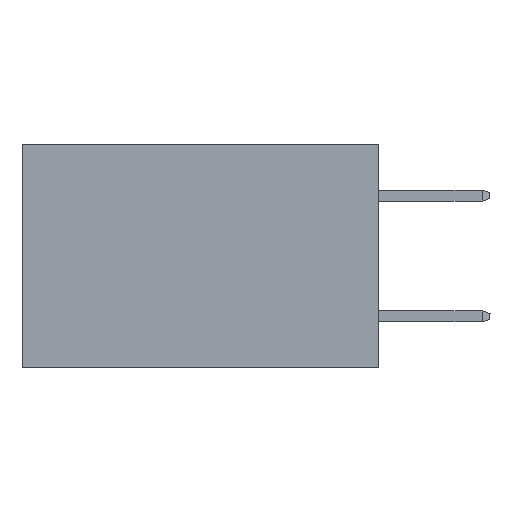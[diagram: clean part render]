
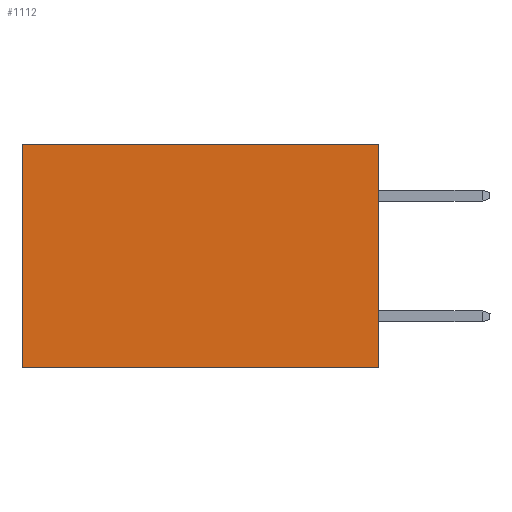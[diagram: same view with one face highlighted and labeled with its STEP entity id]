
A CAD part, left-side view. The second image highlights one B-rep face of the part: STEP entity #1112.
In plain terms, the highlighted planar face has unit normal (-1, 0, 0).
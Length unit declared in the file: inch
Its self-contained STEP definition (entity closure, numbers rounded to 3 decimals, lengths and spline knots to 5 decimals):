
#1112 = ADVANCED_FACE ( 'NONE', ( #8663 ), #10179, .F. ) ;
#1228 = EDGE_LOOP ( 'NONE', ( #16875, #9522, #14249, #8884 ) ) ;
#1338 = EDGE_CURVE ( 'NONE', #3828, #4926, #6124, .T. ) ;
#2780 = DIRECTION ( 'NONE',  ( 0., 0., -1. ) ) ;
#2850 = LINE ( 'NONE', #4297, #12811 ) ;
#3028 = CARTESIAN_POINT ( 'NONE',  ( 0.277, 0., -0.37 ) ) ;
#3828 = VERTEX_POINT ( 'NONE', #14672 ) ;
#4238 = LINE ( 'NONE', #3028, #7475 ) ;
#4297 = CARTESIAN_POINT ( 'NONE',  ( 0.277, 0.59, -0.37 ) ) ;
#4450 = VERTEX_POINT ( 'NONE', #5748 ) ;
#4791 = CARTESIAN_POINT ( 'NONE',  ( 0.277, 0., 0. ) ) ;
#4926 = VERTEX_POINT ( 'NONE', #15887 ) ;
#5703 = DIRECTION ( 'NONE',  ( 0., 0., -1. ) ) ;
#5748 = CARTESIAN_POINT ( 'NONE',  ( 0.277, 0.59, -0.37 ) ) ;
#5844 = EDGE_CURVE ( 'NONE', #8560, #4450, #6460, .T. ) ;
#6124 = LINE ( 'NONE', #4791, #12792 ) ;
#6460 = LINE ( 'NONE', #16235, #13085 ) ;
#7475 = VECTOR ( 'NONE', #2780, 39.37008 ) ;
#7580 = EDGE_CURVE ( 'NONE', #3828, #8560, #4238, .T. ) ;
#8263 = DIRECTION ( 'NONE',  ( 0., 0., -1. ) ) ;
#8560 = VERTEX_POINT ( 'NONE', #13480 ) ;
#8663 = FACE_OUTER_BOUND ( 'NONE', #1228, .T. ) ;
#8884 = ORIENTED_EDGE ( 'NONE', *, *, #1338, .T. ) ;
#8901 = AXIS2_PLACEMENT_3D ( 'NONE', #12060, #9602, #8263 ) ;
#9522 = ORIENTED_EDGE ( 'NONE', *, *, #5844, .F. ) ;
#9602 = DIRECTION ( 'NONE',  ( 1., 0., 0. ) ) ;
#10179 = PLANE ( 'NONE',  #8901 ) ;
#11771 = EDGE_CURVE ( 'NONE', #4926, #4450, #2850, .T. ) ;
#12060 = CARTESIAN_POINT ( 'NONE',  ( 0.277, 0., -0.37 ) ) ;
#12792 = VECTOR ( 'NONE', #14374, 39.37008 ) ;
#12811 = VECTOR ( 'NONE', #5703, 39.37008 ) ;
#13085 = VECTOR ( 'NONE', #16224, 39.37008 ) ;
#13480 = CARTESIAN_POINT ( 'NONE',  ( 0.277, 0., -0.37 ) ) ;
#14249 = ORIENTED_EDGE ( 'NONE', *, *, #7580, .F. ) ;
#14374 = DIRECTION ( 'NONE',  ( 0., 1., 0. ) ) ;
#14672 = CARTESIAN_POINT ( 'NONE',  ( 0.277, 0., 0. ) ) ;
#15887 = CARTESIAN_POINT ( 'NONE',  ( 0.277, 0.59, 0. ) ) ;
#16224 = DIRECTION ( 'NONE',  ( 0., 1., 0. ) ) ;
#16235 = CARTESIAN_POINT ( 'NONE',  ( 0.277, 0., -0.37 ) ) ;
#16875 = ORIENTED_EDGE ( 'NONE', *, *, #11771, .T. ) ;
